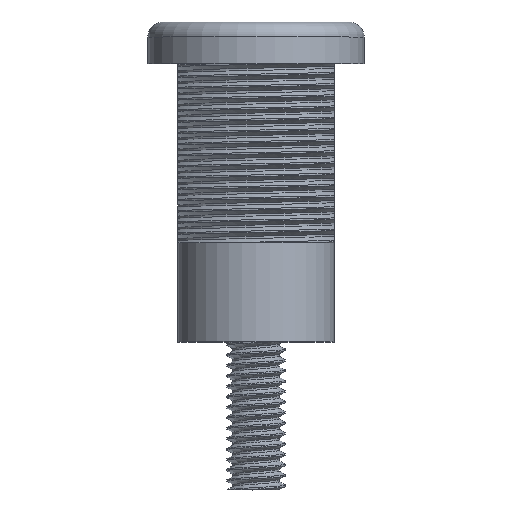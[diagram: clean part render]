
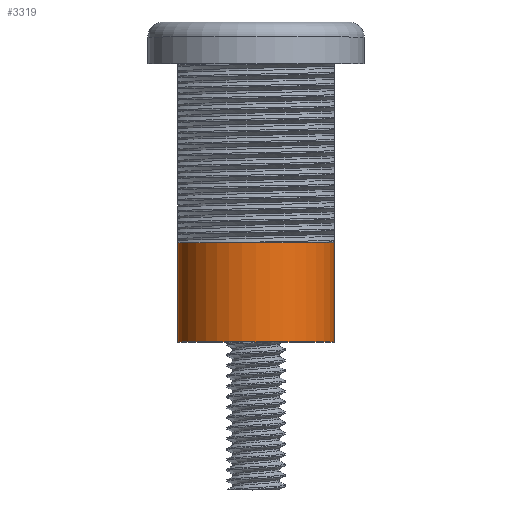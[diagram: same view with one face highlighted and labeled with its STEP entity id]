
A CAD part, top view. The second image highlights one B-rep face of the part: STEP entity #3319.
In plain terms, the highlighted cylindrical face has radius 5.25 mm (diameter 10.5 mm), a full revolution.
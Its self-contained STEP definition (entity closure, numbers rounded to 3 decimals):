
#149=FACE_OUTER_BOUND('',#338,.T.);
#338=EDGE_LOOP('',(#2306,#2307,#2308,#2309,#2310));
#505=CIRCLE('',#3542,5.25);
#506=CIRCLE('',#3543,5.25);
#507=CIRCLE('',#3544,5.25);
#880=LINE('',#6310,#1047);
#1047=VECTOR('',#3793,5.25);
#1262=VERTEX_POINT('',#6307);
#1263=VERTEX_POINT('',#6309);
#1264=VERTEX_POINT('',#6311);
#1657=EDGE_CURVE('',#1262,#1262,#505,.T.);
#1658=EDGE_CURVE('',#1262,#1263,#880,.T.);
#1659=EDGE_CURVE('',#1264,#1263,#506,.T.);
#1660=EDGE_CURVE('',#1263,#1264,#507,.T.);
#2306=ORIENTED_EDGE('',*,*,#1657,.F.);
#2307=ORIENTED_EDGE('',*,*,#1658,.T.);
#2308=ORIENTED_EDGE('',*,*,#1659,.F.);
#2309=ORIENTED_EDGE('',*,*,#1660,.F.);
#2310=ORIENTED_EDGE('',*,*,#1658,.F.);
#3173=CYLINDRICAL_SURFACE('',#3541,5.25);
#3319=ADVANCED_FACE('',(#149),#3173,.T.);
#3541=AXIS2_PLACEMENT_3D('',#6306,#3789,#3790);
#3542=AXIS2_PLACEMENT_3D('',#6308,#3791,#3792);
#3543=AXIS2_PLACEMENT_3D('',#6312,#3794,#3795);
#3544=AXIS2_PLACEMENT_3D('',#6313,#3796,#3797);
#3789=DIRECTION('center_axis',(0.,-1.,0.));
#3790=DIRECTION('ref_axis',(1.,0.,0.));
#3791=DIRECTION('center_axis',(0.,-1.,0.));
#3792=DIRECTION('ref_axis',(1.,0.,0.));
#3793=DIRECTION('',(0.,1.,0.));
#3794=DIRECTION('center_axis',(0.,1.,0.));
#3795=DIRECTION('ref_axis',(1.,0.,0.));
#3796=DIRECTION('center_axis',(0.,1.,0.));
#3797=DIRECTION('ref_axis',(1.,0.,0.));
#6306=CARTESIAN_POINT('Origin',(0.,-12.,0.));
#6307=CARTESIAN_POINT('',(-5.25,-18.63,0.));
#6308=CARTESIAN_POINT('Origin',(0.,-18.63,0.));
#6309=CARTESIAN_POINT('',(-5.25,-12.,0.));
#6310=CARTESIAN_POINT('',(-5.25,-12.,0.));
#6311=CARTESIAN_POINT('',(5.25,-12.,0.));
#6312=CARTESIAN_POINT('Origin',(0.,-12.,0.));
#6313=CARTESIAN_POINT('Origin',(0.,-12.,0.));
